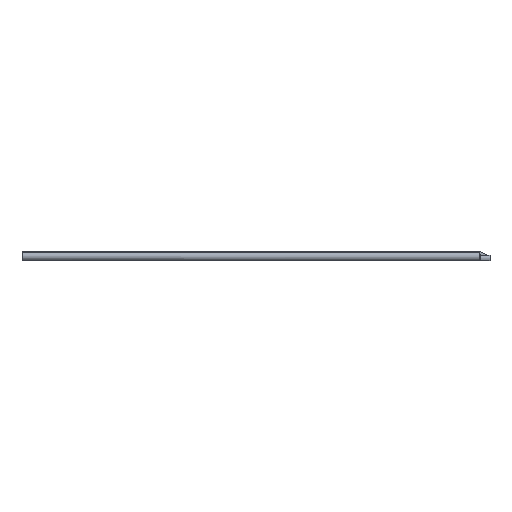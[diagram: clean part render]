
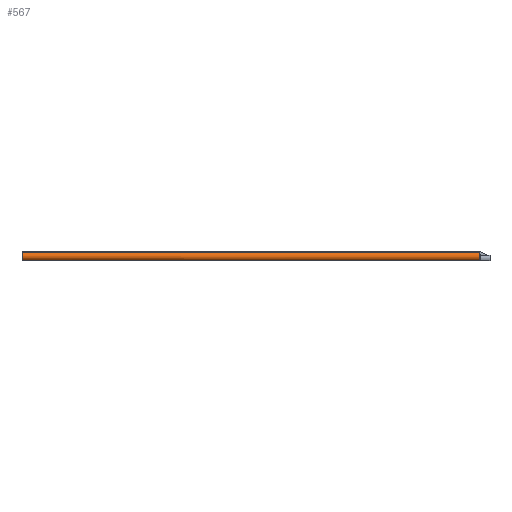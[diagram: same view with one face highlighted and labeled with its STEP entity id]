
A CAD part, left-side view. The second image highlights one B-rep face of the part: STEP entity #567.
In plain terms, the highlighted cylindrical face has radius 1.998 mm (diameter 3.997 mm), a partial arc.
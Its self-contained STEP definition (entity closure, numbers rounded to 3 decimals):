
#1 = CARTESIAN_POINT ( 'NONE',  ( 64.157, 290.249, 0. ) ) ;
#19 = CYLINDRICAL_SURFACE ( 'NONE', #773, 1.998 ) ;
#150 = VERTEX_POINT ( 'NONE', #1511 ) ;
#162 = AXIS2_PLACEMENT_3D ( 'NONE', #450, #1315, #234 ) ;
#234 = DIRECTION ( 'NONE',  ( 0., 0., 1. ) ) ;
#257 = DIRECTION ( 'NONE',  ( 0., 1., 0. ) ) ;
#305 = CARTESIAN_POINT ( 'NONE',  ( 64.247, 290.249, 1.996 ) ) ;
#306 = VERTEX_POINT ( 'NONE', #708 ) ;
#332 = EDGE_CURVE ( 'NONE', #306, #150, #462, .T. ) ;
#450 = CARTESIAN_POINT ( 'NONE',  ( 64.247, 64.749, 1.996 ) ) ;
#455 = VERTEX_POINT ( 'NONE', #1 ) ;
#459 = EDGE_CURVE ( 'NONE', #869, #455, #1467, .T. ) ;
#462 = CIRCLE ( 'NONE', #162, 1.998 ) ;
#485 = DIRECTION ( 'NONE',  ( 0., 1., 0. ) ) ;
#495 = CIRCLE ( 'NONE', #922, 1.998 ) ;
#505 = CARTESIAN_POINT ( 'NONE',  ( 64.247, 294.674, 1.996 ) ) ;
#510 = CARTESIAN_POINT ( 'NONE',  ( 64.157, 64.703, 0. ) ) ;
#550 = EDGE_CURVE ( 'NONE', #150, #965, #857, .T. ) ;
#559 = ORIENTED_EDGE ( 'NONE', *, *, #550, .T. ) ;
#567 = ADVANCED_FACE ( 'NONE', ( #627 ), #19, .T. ) ;
#611 = ORIENTED_EDGE ( 'NONE', *, *, #1331, .T. ) ;
#624 = VECTOR ( 'NONE', #257, 1000. ) ;
#627 = FACE_OUTER_BOUND ( 'NONE', #1385, .T. ) ;
#635 = DIRECTION ( 'NONE',  ( 0., 0., -1. ) ) ;
#678 = CARTESIAN_POINT ( 'NONE',  ( 64.157, 64.703, 0. ) ) ;
#708 = CARTESIAN_POINT ( 'NONE',  ( 63.897, 64.749, 0.029 ) ) ;
#725 = B_SPLINE_CURVE_WITH_KNOTS ( 'NONE', 3,
 ( #678, #1154, #1036, #1515 ),
 .UNSPECIFIED., .F., .F.,
 ( 4, 4 ),
 ( 0., 0. ),
 .UNSPECIFIED. ) ;
#773 = AXIS2_PLACEMENT_3D ( 'NONE', #505, #984, #635 ) ;
#836 = CARTESIAN_POINT ( 'NONE',  ( 64.201, 177.499, 3.994 ) ) ;
#857 = LINE ( 'NONE', #836, #624 ) ;
#869 = VERTEX_POINT ( 'NONE', #510 ) ;
#914 = ORIENTED_EDGE ( 'NONE', *, *, #332, .T. ) ;
#922 = AXIS2_PLACEMENT_3D ( 'NONE', #305, #1263, #1053 ) ;
#965 = VERTEX_POINT ( 'NONE', #1372 ) ;
#984 = DIRECTION ( 'NONE',  ( 0., -1., 0. ) ) ;
#1036 = CARTESIAN_POINT ( 'NONE',  ( 63.986, 64.749, 0.013 ) ) ;
#1053 = DIRECTION ( 'NONE',  ( 0., 0., -1. ) ) ;
#1058 = ORIENTED_EDGE ( 'NONE', *, *, #459, .F. ) ;
#1086 = CARTESIAN_POINT ( 'NONE',  ( 64.157, 290.249, 0. ) ) ;
#1154 = CARTESIAN_POINT ( 'NONE',  ( 64.073, 64.735, 0.004 ) ) ;
#1263 = DIRECTION ( 'NONE',  ( 0., -1., 0. ) ) ;
#1293 = VECTOR ( 'NONE', #485, 1000. ) ;
#1315 = DIRECTION ( 'NONE',  ( 0., 1., 0. ) ) ;
#1331 = EDGE_CURVE ( 'NONE', #965, #455, #495, .T. ) ;
#1336 = ORIENTED_EDGE ( 'NONE', *, *, #1339, .T. ) ;
#1339 = EDGE_CURVE ( 'NONE', #869, #306, #725, .T. ) ;
#1372 = CARTESIAN_POINT ( 'NONE',  ( 64.201, 290.249, 3.994 ) ) ;
#1385 = EDGE_LOOP ( 'NONE', ( #1058, #1336, #914, #559, #611 ) ) ;
#1467 = LINE ( 'NONE', #1086, #1293 ) ;
#1511 = CARTESIAN_POINT ( 'NONE',  ( 64.201, 64.749, 3.994 ) ) ;
#1515 = CARTESIAN_POINT ( 'NONE',  ( 63.897, 64.749, 0.029 ) ) ;
